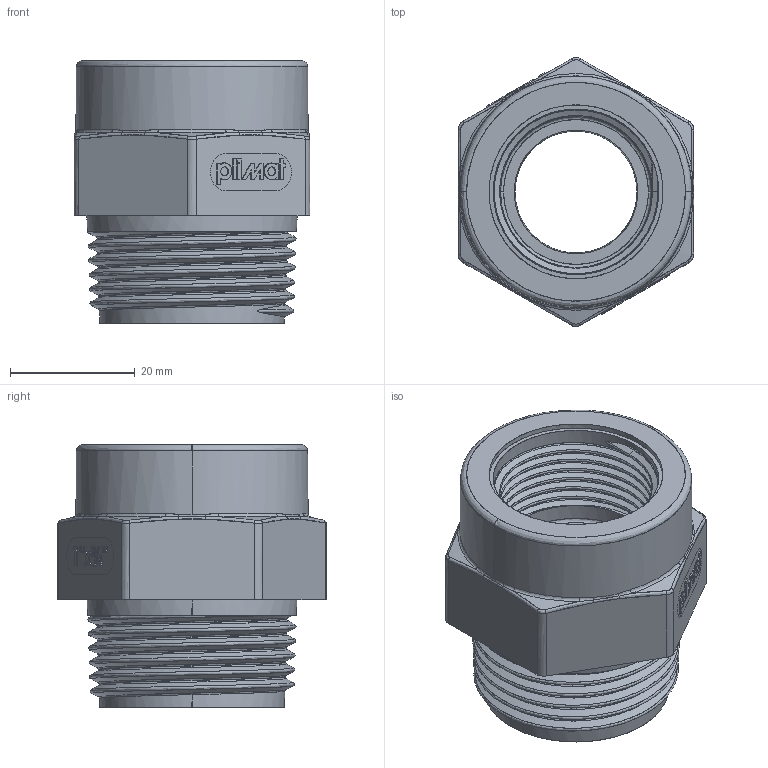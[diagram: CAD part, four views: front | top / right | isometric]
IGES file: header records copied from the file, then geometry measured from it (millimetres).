
Start section: SolidWorks IGES file using NURBS representation for surfaces
Global section: file name: 01 01 1006 007.IGS; native system: SolidWorks 2016; preprocessor: SolidWorks 2016; author: Fabio; date: 160910.101712; units: millimetre
Bounding box: 37.71 x 43.08 x 42.09 mm (x, y, z)
Surface area: 10952.9 mm2 (no closed solid volume)
Topology: 0 solids, 0 shells, 288 faces, 4448 edges, 4448 vertices
Faces by surface type: bspline 288
